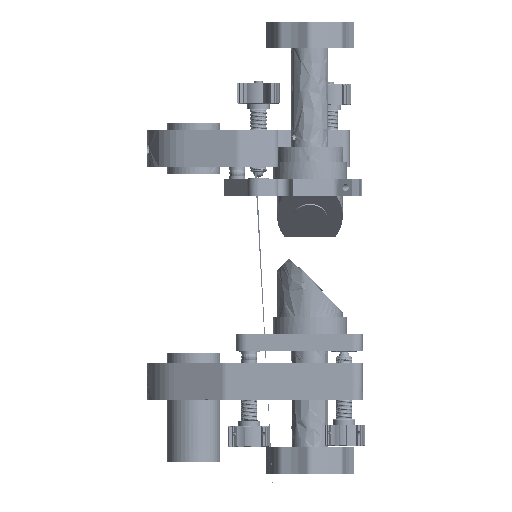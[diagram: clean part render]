
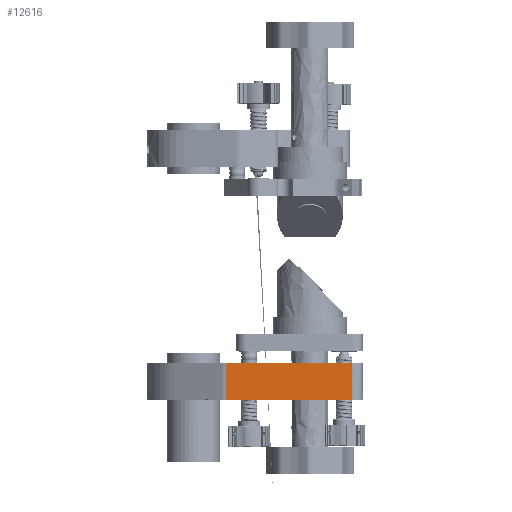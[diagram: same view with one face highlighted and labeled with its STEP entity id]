
A CAD part, front view. The second image highlights one B-rep face of the part: STEP entity #12616.
In plain terms, the highlighted free-form (B-spline) face has degree [1, 1] with [2, 2] control points.
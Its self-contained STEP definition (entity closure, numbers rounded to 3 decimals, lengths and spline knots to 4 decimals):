
#8921=(
BOUNDED_SURFACE()
B_SPLINE_SURFACE(2,1,((#243354,#243355),(#243356,#243357),(#243358,#243359),
(#243360,#243361),(#243362,#243363),(#243364,#243365),(#243366,#243367),
(#243368,#243369),(#243370,#243371)),.UNSPECIFIED.,.T.,.F.,.F.)
B_SPLINE_SURFACE_WITH_KNOTS((3,2,2,2,3),(2,2),(0.,1.5708,3.1416,
4.7124,6.2832),(0.,0.6709),.UNSPECIFIED.)
GEOMETRIC_REPRESENTATION_ITEM()
RATIONAL_B_SPLINE_SURFACE(((1.,1.),(0.707,0.707),
(1.,1.),(0.707,0.707),(1.,1.),(0.707,
0.707),(1.,1.),(0.707,0.707),(1.,1.)))
REPRESENTATION_ITEM('')
SURFACE()
);
#8955=(
BOUNDED_SURFACE()
B_SPLINE_SURFACE(2,1,((#244066,#244067),(#244068,#244069),(#244070,#244071),
(#244072,#244073),(#244074,#244075),(#244076,#244077),(#244078,#244079),
(#244080,#244081),(#244082,#244083)),.UNSPECIFIED.,.T.,.F.,.F.)
B_SPLINE_SURFACE_WITH_KNOTS((3,2,2,2,3),(2,2),(0.,1.5708,3.1416,
4.7124,6.2832),(0.,0.6709),.UNSPECIFIED.)
GEOMETRIC_REPRESENTATION_ITEM()
RATIONAL_B_SPLINE_SURFACE(((1.,1.),(0.707,0.707),
(1.,1.),(0.707,0.707),(1.,1.),(0.707,
0.707),(1.,1.),(0.707,0.707),(1.,1.)))
REPRESENTATION_ITEM('')
SURFACE()
);
#12616=ADVANCED_FACE('',(#18133),#207906,.T.);
#18133=FACE_OUTER_BOUND('',#23725,.T.);
#23725=EDGE_LOOP('',(#38853,#38854,#38855,#38856));
#38853=ORIENTED_EDGE('',*,*,#145151,.F.);
#38854=ORIENTED_EDGE('',*,*,#145111,.F.);
#38855=ORIENTED_EDGE('',*,*,#145200,.T.);
#38856=ORIENTED_EDGE('',*,*,#145038,.F.);
#70169=PCURVE('',#207888,#101772);
#70271=PCURVE('',#207896,#101874);
#70317=PCURVE('',#8921,#101920);
#70456=PCURVE('',#207906,#102059);
#70457=PCURVE('',#207906,#102060);
#70458=PCURVE('',#207906,#102061);
#70459=PCURVE('',#207906,#102062);
#70661=PCURVE('',#8955,#102264);
#101772=DEFINITIONAL_REPRESENTATION('',(#170447),#422997);
#101874=DEFINITIONAL_REPRESENTATION('',(#170548),#422997);
#101920=DEFINITIONAL_REPRESENTATION('',(#170578),#422997);
#102059=DEFINITIONAL_REPRESENTATION('',(#170743),#422997);
#102060=DEFINITIONAL_REPRESENTATION('',(#170744),#422997);
#102061=DEFINITIONAL_REPRESENTATION('',(#170746),#422997);
#102062=DEFINITIONAL_REPRESENTATION('',(#170747),#422997);
#102264=DEFINITIONAL_REPRESENTATION('',(#170966),#422997);
#128310=SURFACE_CURVE('',#170446,(#70169,#70459),.PCURVE_S1.);
#128383=SURFACE_CURVE('',#170547,(#70271,#70457),.PCURVE_S1.);
#128423=SURFACE_CURVE('',#170577,(#70317,#70456),.PCURVE_S1.);
#128472=SURFACE_CURVE('',#170745,(#70458,#70661),.PCURVE_S1.);
#145038=EDGE_CURVE('',#199859,#199860,#128310,.T.);
#145111=EDGE_CURVE('',#199913,#199914,#128383,.T.);
#145151=EDGE_CURVE('',#199914,#199859,#128423,.T.);
#145200=EDGE_CURVE('',#199913,#199860,#128472,.T.);
#170446=B_SPLINE_CURVE_WITH_KNOTS('',1,(#290588,#290589),.UNSPECIFIED.,
 .F.,.F.,(2,2),(0.,1.875),.UNSPECIFIED.);
#170447=B_SPLINE_CURVE_WITH_KNOTS('',1,(#290590,#290591),.UNSPECIFIED.,
 .F.,.F.,(2,2),(0.,1.875),.UNSPECIFIED.);
#170547=B_SPLINE_CURVE_WITH_KNOTS('',1,(#291034,#291035),.UNSPECIFIED.,
 .F.,.F.,(2,2),(-1.875,0.),.UNSPECIFIED.);
#170548=B_SPLINE_CURVE_WITH_KNOTS('',1,(#291036,#291037),.UNSPECIFIED.,
 .F.,.F.,(2,2),(-1.875,0.),.UNSPECIFIED.);
#170577=B_SPLINE_CURVE_WITH_KNOTS('',1,(#291302,#291303),.UNSPECIFIED.,
 .F.,.F.,(2,2),(0.,0.5512),.UNSPECIFIED.);
#170578=B_SPLINE_CURVE_WITH_KNOTS('',1,(#291304,#291305),.UNSPECIFIED.,
 .F.,.F.,(2,2),(0.,0.5512),.UNSPECIFIED.);
#170743=B_SPLINE_CURVE_WITH_KNOTS('',1,(#291786,#291787),.UNSPECIFIED.,
 .F.,.F.,(2,2),(0.,0.5512),.UNSPECIFIED.);
#170744=B_SPLINE_CURVE_WITH_KNOTS('',1,(#291788,#291789),.UNSPECIFIED.,
 .F.,.F.,(2,2),(-1.875,0.),.UNSPECIFIED.);
#170745=B_SPLINE_CURVE_WITH_KNOTS('',1,(#291790,#291791),.UNSPECIFIED.,
 .F.,.F.,(2,2),(-0.5512,0.),.UNSPECIFIED.);
#170746=B_SPLINE_CURVE_WITH_KNOTS('',1,(#291792,#291793),.UNSPECIFIED.,
 .F.,.F.,(2,2),(-0.5512,0.),.UNSPECIFIED.);
#170747=B_SPLINE_CURVE_WITH_KNOTS('',1,(#291794,#291795),.UNSPECIFIED.,
 .F.,.F.,(2,2),(0.,1.875),.UNSPECIFIED.);
#170966=B_SPLINE_CURVE_WITH_KNOTS('',1,(#292450,#292451),.UNSPECIFIED.,
 .F.,.F.,(2,2),(-0.5512,0.),.UNSPECIFIED.);
#199859=VERTEX_POINT('',#247350);
#199860=VERTEX_POINT('',#247351);
#199913=VERTEX_POINT('',#247404);
#199914=VERTEX_POINT('',#247405);
#207888=B_SPLINE_SURFACE_WITH_KNOTS('',1,1,((#243300,#243301),(#243302,
#243303)),.UNSPECIFIED.,.F.,.F.,.F.,(2,2),(2,2),(-0.9299,2.0856),
(-0.995,1.3767),.UNSPECIFIED.);
#207896=B_SPLINE_SURFACE_WITH_KNOTS('',1,1,((#243350,#243351),(#243352,
#243353)),.UNSPECIFIED.,.F.,.F.,.F.,(2,2),(2,2),(-0.995,1.3767),
(-1.1091,2.1019),.UNSPECIFIED.);
#207906=B_SPLINE_SURFACE_WITH_KNOTS('',1,1,((#243714,#243715),(#243716,
#243717)),.UNSPECIFIED.,.F.,.F.,.F.,(2,2),(2,2),(-0.6598,1.211),
(-1.7523,0.5072),.UNSPECIFIED.);
#243300=CARTESIAN_POINT('',(-1.4207,1.6535,-5.3099));
#243301=CARTESIAN_POINT('',(-1.4207,1.6535,-7.6815));
#243302=CARTESIAN_POINT('',(1.5947,1.6535,-5.3099));
#243303=CARTESIAN_POINT('',(1.5947,1.6535,-7.6815));
#243350=CARTESIAN_POINT('',(-1.6,1.1024,-5.3099));
#243351=CARTESIAN_POINT('',(1.611,1.1024,-5.3099));
#243352=CARTESIAN_POINT('',(-1.6,1.1024,-7.6815));
#243353=CARTESIAN_POINT('',(1.611,1.1024,-7.6815));
#243354=CARTESIAN_POINT('',(-0.8505,1.7134,-5.6689));
#243355=CARTESIAN_POINT('',(-0.8505,1.0425,-5.6689));
#243356=CARTESIAN_POINT('',(-0.8505,1.7134,-5.8264));
#243357=CARTESIAN_POINT('',(-0.8505,1.0425,-5.8264));
#243358=CARTESIAN_POINT('',(-0.693,1.7134,-5.8264));
#243359=CARTESIAN_POINT('',(-0.693,1.0425,-5.8264));
#243360=CARTESIAN_POINT('',(-0.5355,1.7134,-5.8264));
#243361=CARTESIAN_POINT('',(-0.5355,1.0425,-5.8264));
#243362=CARTESIAN_POINT('',(-0.5355,1.7134,-5.6689));
#243363=CARTESIAN_POINT('',(-0.5355,1.0425,-5.6689));
#243364=CARTESIAN_POINT('',(-0.5355,1.7134,-5.5114));
#243365=CARTESIAN_POINT('',(-0.5355,1.0425,-5.5114));
#243366=CARTESIAN_POINT('',(-0.693,1.7134,-5.5114));
#243367=CARTESIAN_POINT('',(-0.693,1.0425,-5.5114));
#243368=CARTESIAN_POINT('',(-0.8505,1.7134,-5.5114));
#243369=CARTESIAN_POINT('',(-0.8505,1.0425,-5.5114));
#243370=CARTESIAN_POINT('',(-0.8505,1.7134,-5.6689));
#243371=CARTESIAN_POINT('',(-0.8505,1.0425,-5.6689));
#243714=CARTESIAN_POINT('',(-0.8852,2.3134,-5.5114));
#243715=CARTESIAN_POINT('',(1.3742,2.3134,-5.5114));
#243716=CARTESIAN_POINT('',(-0.8852,0.4425,-5.5114));
#243717=CARTESIAN_POINT('',(1.3742,0.4425,-5.5114));
#244066=CARTESIAN_POINT('',(1.0245,1.7134,-5.6689));
#244067=CARTESIAN_POINT('',(1.0245,1.0425,-5.6689));
#244068=CARTESIAN_POINT('',(1.0245,1.7134,-5.8264));
#244069=CARTESIAN_POINT('',(1.0245,1.0425,-5.8264));
#244070=CARTESIAN_POINT('',(1.182,1.7134,-5.8264));
#244071=CARTESIAN_POINT('',(1.182,1.0425,-5.8264));
#244072=CARTESIAN_POINT('',(1.3395,1.7134,-5.8264));
#244073=CARTESIAN_POINT('',(1.3395,1.0425,-5.8264));
#244074=CARTESIAN_POINT('',(1.3395,1.7134,-5.6689));
#244075=CARTESIAN_POINT('',(1.3395,1.0425,-5.6689));
#244076=CARTESIAN_POINT('',(1.3395,1.7134,-5.5114));
#244077=CARTESIAN_POINT('',(1.3395,1.0425,-5.5114));
#244078=CARTESIAN_POINT('',(1.182,1.7134,-5.5114));
#244079=CARTESIAN_POINT('',(1.182,1.0425,-5.5114));
#244080=CARTESIAN_POINT('',(1.0245,1.7134,-5.5114));
#244081=CARTESIAN_POINT('',(1.0245,1.0425,-5.5114));
#244082=CARTESIAN_POINT('',(1.0245,1.7134,-5.6689));
#244083=CARTESIAN_POINT('',(1.0245,1.0425,-5.6689));
#247350=CARTESIAN_POINT('',(-0.693,1.6535,-5.5114));
#247351=CARTESIAN_POINT('',(1.182,1.6535,-5.5114));
#247404=CARTESIAN_POINT('',(1.182,1.1024,-5.5114));
#247405=CARTESIAN_POINT('',(-0.693,1.1024,-5.5114));
#290588=CARTESIAN_POINT('',(-0.693,1.6535,-5.5114));
#290589=CARTESIAN_POINT('',(1.182,1.6535,-5.5114));
#290590=CARTESIAN_POINT('',(-0.202,-0.793));
#290591=CARTESIAN_POINT('',(1.673,-0.793));
#291034=CARTESIAN_POINT('',(1.182,1.1024,-5.5114));
#291035=CARTESIAN_POINT('',(-0.693,1.1024,-5.5114));
#291036=CARTESIAN_POINT('',(-0.793,1.673));
#291037=CARTESIAN_POINT('',(-0.793,-0.202));
#291302=CARTESIAN_POINT('',(-0.693,1.1024,-5.5114));
#291303=CARTESIAN_POINT('',(-0.693,1.6535,-5.5114));
#291304=CARTESIAN_POINT('',(4.712,0.611));
#291305=CARTESIAN_POINT('',(4.712,0.06));
#291786=CARTESIAN_POINT('',(0.551,-1.56));
#291787=CARTESIAN_POINT('',(0.,-1.56));
#291788=CARTESIAN_POINT('',(0.551,0.315));
#291789=CARTESIAN_POINT('',(0.551,-1.56));
#291790=CARTESIAN_POINT('',(1.182,1.1024,-5.5114));
#291791=CARTESIAN_POINT('',(1.182,1.6535,-5.5114));
#291792=CARTESIAN_POINT('',(0.551,0.315));
#291793=CARTESIAN_POINT('',(0.,0.315));
#291794=CARTESIAN_POINT('',(0.,-1.56));
#291795=CARTESIAN_POINT('',(0.,0.315));
#292450=CARTESIAN_POINT('',(4.712,0.611));
#292451=CARTESIAN_POINT('',(4.712,0.06));
#422997=(
GEOMETRIC_REPRESENTATION_CONTEXT(2)
PARAMETRIC_REPRESENTATION_CONTEXT()
REPRESENTATION_CONTEXT('pspace','')
);
